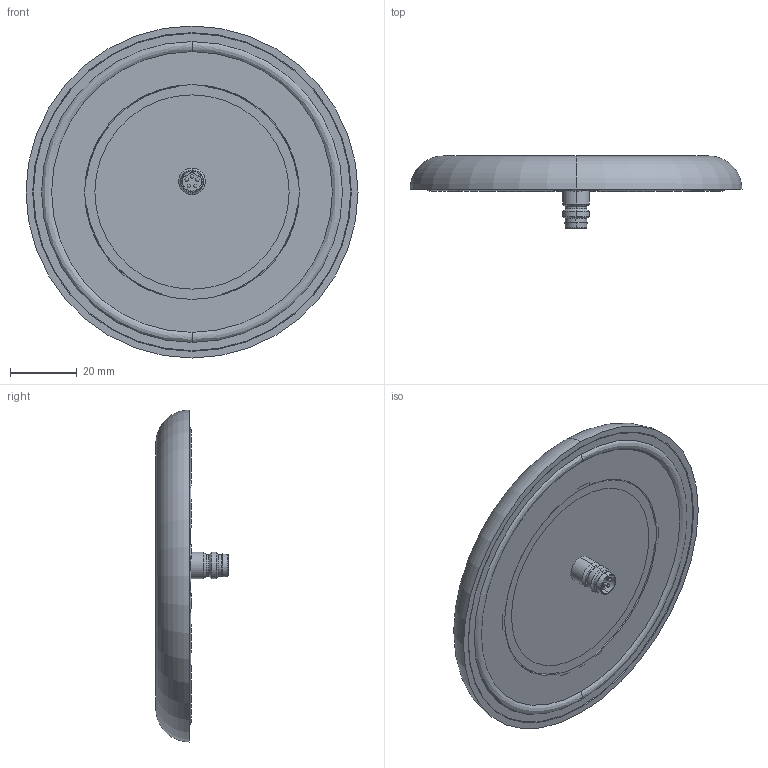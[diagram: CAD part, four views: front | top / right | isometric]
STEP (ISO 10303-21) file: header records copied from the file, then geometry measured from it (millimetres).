
FILE_DESCRIPTION (( 'STEP AP203' ), '1' );
FILE_NAME ('CHT4-25XB-30-TGSR.step', '2020-02-06T12:03:24', ( '' ), ( '' ), 'SwSTEP 2.0', 'SolidWorks 2019', '' );
FILE_SCHEMA (( 'CONFIG_CONTROL_DESIGN' ));
Length unit declared in the file: inch
Products named in the file (1): CHT4-25XB-30-TGSR
Bounding box: 99.8 x 21.7 x 99.8 mm (x, y, z)
Volume: 28864.9 mm3; surface area: 41290.4 mm2
Topology: 9 solids, 9 shells, 106 faces, 247 edges, 152 vertices
Faces by surface type: cylinder 35, bspline 28, plane 25, cone 12, torus 6
Entity records: 3630 total; most frequent: CARTESIAN_POINT 1198, DIRECTION 512, ORIENTED_EDGE 474, EDGE_CURVE 237, AXIS2_PLACEMENT_3D 220, VERTEX_POINT 152, CIRCLE 141, EDGE_LOOP 121
